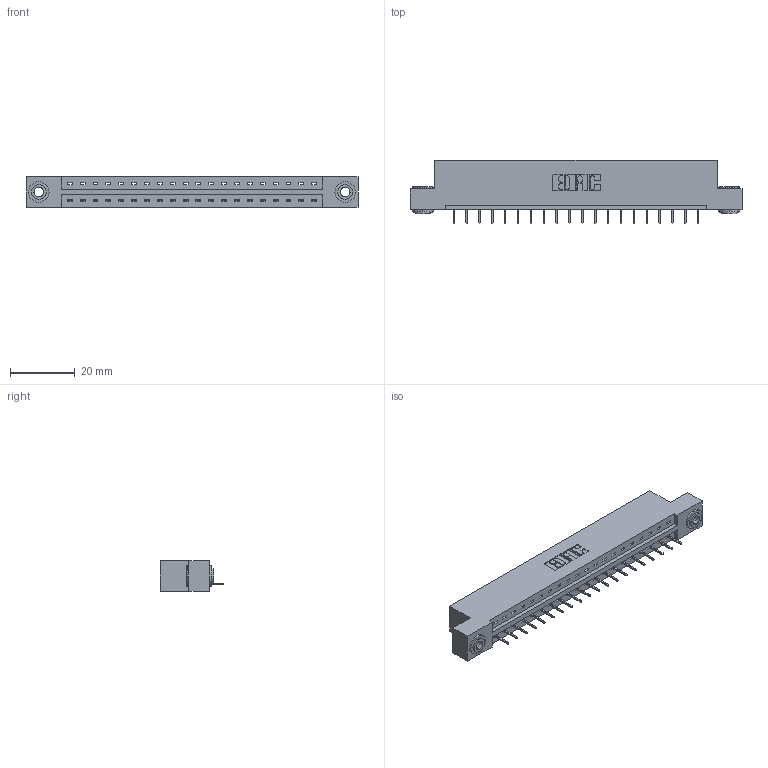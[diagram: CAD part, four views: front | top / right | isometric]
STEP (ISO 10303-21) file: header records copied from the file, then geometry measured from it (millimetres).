
FILE_DESCRIPTION (( 'STEP AP203' ), '1' );
FILE_NAME ('387-020-524-103.STEP', '2019-10-02T22:26:49', ( '' ), ( '' ), 'SwSTEP 2.0', 'SolidWorks 2016', '' );
FILE_SCHEMA (( 'CONFIG_CONTROL_DESIGN' ));
Length unit declared in the file: inch
Products named in the file (4): 345-292-001_345-293-124; 345-250-002_345-250-002-102; 337 Part_Flush Mounting Lugs - 0.156 Dia-TH; 387-020-524-103
Assembly tree (23 placements, depth 2):
  387-020-524-103
    337 Part_Flush Mounting Lugs - 0.156 Dia-TH
    345-292-001_345-293-124  x20
    345-250-002_345-250-002-102  x2
Bounding box: 102.26 x 19.69 x 9.4 mm (x, y, z)
Volume: 10293.3 mm3; surface area: 10469.4 mm2
Topology: 23 solids, 23 shells, 1472 faces, 4227 edges, 2734 vertices
Faces by surface type: plane 1120, cylinder 344, cone 8
Entity records: 18436 total; most frequent: CARTESIAN_POINT 3185, ORIENTED_EDGE 3134, DIRECTION 2761, EDGE_CURVE 1567, LINE 1419, VECTOR 1419, VERTEX_POINT 1038, AXIS2_PLACEMENT_3D 671
